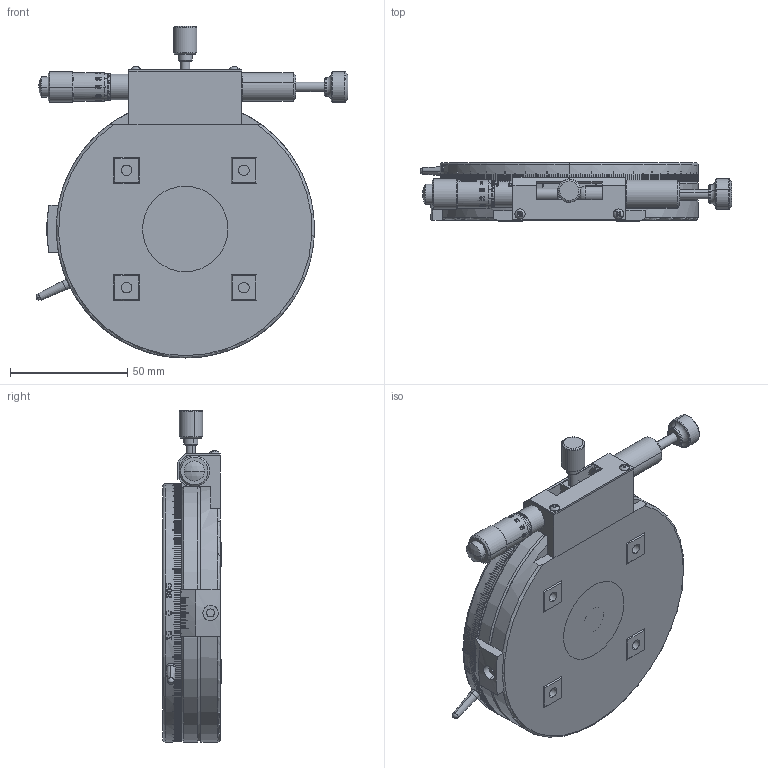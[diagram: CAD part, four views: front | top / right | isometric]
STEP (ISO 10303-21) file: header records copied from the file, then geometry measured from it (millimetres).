
FILE_DESCRIPTION (( 'STEP AP203' ), '1' );
FILE_NAME ('MR110-AR(«¬¿ý).STEP', '2013-10-08T07:51:01', ( '' ), ( '' ), 'SwSTEP 2.0', 'SolidWorks 2013', '' );
FILE_SCHEMA (( 'CONFIG_CONTROL_DESIGN' ));
Products named in the file (2): Group1^MR110-AR(型錄); MR110-AR(型錄)
Assembly tree (1 placements, depth 2):
  MR110-AR(型錄)
    Group1^MR110-AR(型錄)
Bounding box: 132.89 x 25 x 141.5 mm (x, y, z)
Volume: 239097.4 mm3; surface area: 69489.6 mm2
Topology: 3 solids, 4 shells, 2832 faces, 8129 edges, 5362 vertices
Faces by surface type: plane 2021, bspline 471, cylinder 244, cone 71, sphere 14, torus 11
Entity records: 117532 total; most frequent: CARTESIAN_POINT 45278, ORIENTED_EDGE 16242, DIRECTION 13357, EDGE_CURVE 8121, VERTEX_POINT 5362, VECTOR 5287, LINE 5287, AXIS2_PLACEMENT_3D 4035
